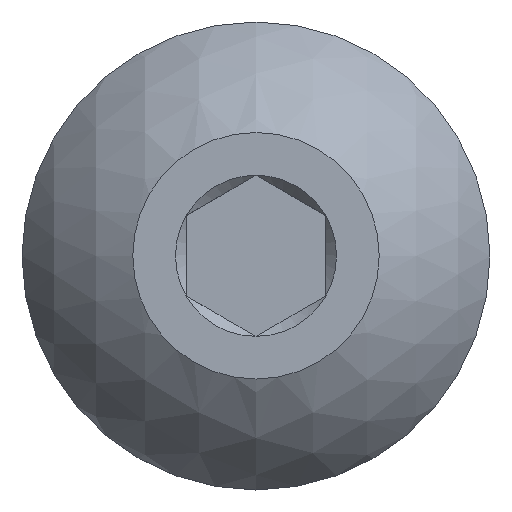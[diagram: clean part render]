
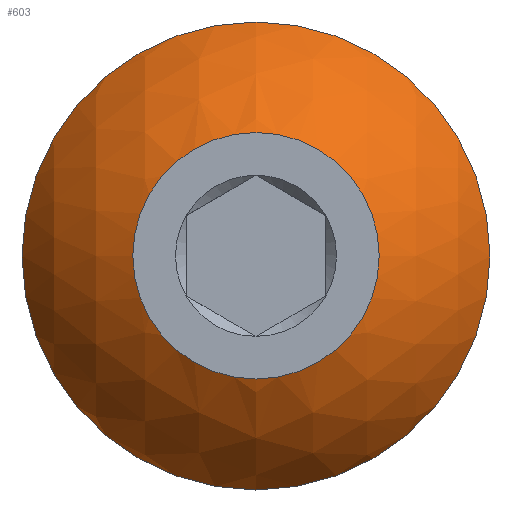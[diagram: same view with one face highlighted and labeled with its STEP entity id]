
A CAD part, top view. The second image highlights one B-rep face of the part: STEP entity #603.
In plain terms, the highlighted spherical face has radius 3.76 mm.
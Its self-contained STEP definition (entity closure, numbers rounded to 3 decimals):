
#27=FACE_BOUND('',#115,.T.);
#30=SPHERICAL_SURFACE('',#663,3.759);
#76=FACE_OUTER_BOUND('',#114,.T.);
#114=EDGE_LOOP('',(#455,#456));
#115=EDGE_LOOP('',(#457));
#142=CIRCLE('',#659,3.327);
#143=CIRCLE('',#660,3.327);
#146=CIRCLE('',#664,1.753);
#274=VERTEX_POINT('',#1646);
#275=VERTEX_POINT('',#1647);
#278=VERTEX_POINT('',#1656);
#345=EDGE_CURVE('',#274,#275,#142,.T.);
#346=EDGE_CURVE('',#275,#274,#143,.T.);
#350=EDGE_CURVE('',#278,#278,#146,.T.);
#455=ORIENTED_EDGE('',*,*,#345,.T.);
#456=ORIENTED_EDGE('',*,*,#346,.T.);
#457=ORIENTED_EDGE('',*,*,#350,.F.);
#603=ADVANCED_FACE('',(#76,#27),#30,.T.);
#659=AXIS2_PLACEMENT_3D('',#1648,#751,#752);
#660=AXIS2_PLACEMENT_3D('',#1649,#753,#754);
#663=AXIS2_PLACEMENT_3D('',#1655,#760,#761);
#664=AXIS2_PLACEMENT_3D('',#1657,#762,#763);
#751=DIRECTION('center_axis',(0.,0.,1.));
#752=DIRECTION('ref_axis',(1.,0.,0.));
#753=DIRECTION('center_axis',(0.,0.,1.));
#754=DIRECTION('ref_axis',(1.,0.,0.));
#760=DIRECTION('center_axis',(1.,0.,0.));
#761=DIRECTION('ref_axis',(0.,-1.,0.));
#762=DIRECTION('center_axis',(0.,0.,1.));
#763=DIRECTION('ref_axis',(1.,0.,0.));
#1646=CARTESIAN_POINT('',(0.,-3.327,-1.576));
#1647=CARTESIAN_POINT('',(-3.327,0.,-1.576));
#1648=CARTESIAN_POINT('Origin',(0.,0.,-1.576));
#1649=CARTESIAN_POINT('Origin',(0.,0.,-1.576));
#1655=CARTESIAN_POINT('Origin',(0.,0.,
-3.326));
#1656=CARTESIAN_POINT('',(0.,-1.753,0.));
#1657=CARTESIAN_POINT('Origin',(0.,0.,0.));
